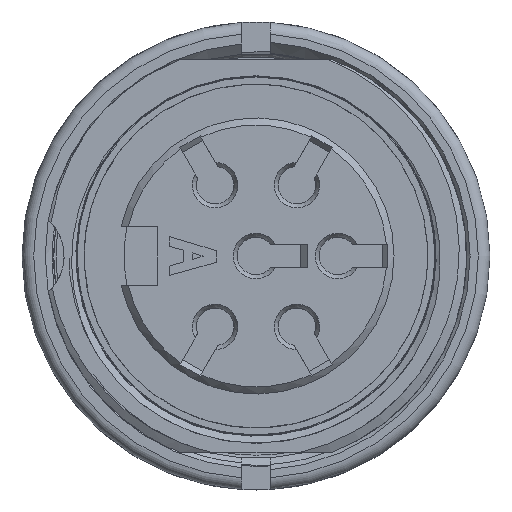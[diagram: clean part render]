
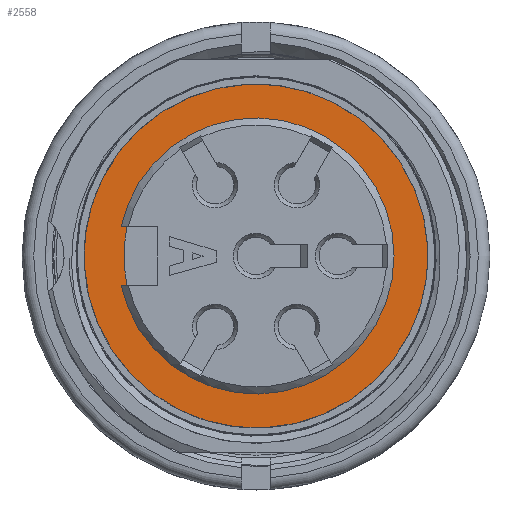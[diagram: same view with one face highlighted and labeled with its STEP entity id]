
A CAD part, front view. The second image highlights one B-rep face of the part: STEP entity #2558.
In plain terms, the highlighted planar face has unit normal (0, -1, 0).
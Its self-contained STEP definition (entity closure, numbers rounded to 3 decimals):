
#2558=ADVANCED_FACE('',(#3304,#3305),#2958,.T.);
#2958=PLANE('',#10031);
#3107=CIRCLE('',#9863,5.9);
#3162=CIRCLE('',#10028,5.65);
#3163=CIRCLE('',#10030,7.35);
#3304=FACE_BOUND('',#3524,.T.);
#3305=FACE_BOUND('',#3525,.T.);
#3524=EDGE_LOOP('',(#4826));
#3525=EDGE_LOOP('',(#4827,#4828,#4829,#4830));
#4826=ORIENTED_EDGE('',*,*,#7822,.T.);
#4827=ORIENTED_EDGE('',*,*,#7329,.F.);
#4828=ORIENTED_EDGE('',*,*,#7334,.T.);
#4829=ORIENTED_EDGE('',*,*,#7821,.T.);
#4830=ORIENTED_EDGE('',*,*,#7340,.T.);
#6496=VERTEX_POINT('',#12003);
#6497=VERTEX_POINT('',#12005);
#6501=VERTEX_POINT('',#12014);
#6504=VERTEX_POINT('',#12031);
#6843=VERTEX_POINT('',#17962);
#7329=EDGE_CURVE('',#6496,#6497,#3107,.T.);
#7334=EDGE_CURVE('',#6496,#6501,#8601,.T.);
#7340=EDGE_CURVE('',#6504,#6497,#8605,.T.);
#7821=EDGE_CURVE('',#6501,#6504,#3162,.T.);
#7822=EDGE_CURVE('',#6843,#6843,#3163,.T.);
#8601=LINE('',#12015,#9239);
#8605=LINE('',#12030,#9243);
#9239=VECTOR('',#10391,1.);
#9243=VECTOR('',#10397,1.);
#9863=AXIS2_PLACEMENT_3D('',#12004,#10382,#10383);
#10028=AXIS2_PLACEMENT_3D('',#17959,#10913,#10914);
#10030=AXIS2_PLACEMENT_3D('',#17961,#10917,#10918);
#10031=AXIS2_PLACEMENT_3D('',#17963,#10919,#10920);
#10382=DIRECTION('',(0.,-1.,0.));
#10383=DIRECTION('',(0.,0.,-1.));
#10391=DIRECTION('',(1.,0.,0.));
#10397=DIRECTION('',(-1.,0.,0.));
#10913=DIRECTION('',(0.,1.,0.));
#10914=DIRECTION('',(0.547,0.,-0.837));
#10917=DIRECTION('',(0.,-1.,0.));
#10918=DIRECTION('',(0.547,0.,-0.837));
#10919=DIRECTION('',(0.,-1.,0.));
#10920=DIRECTION('',(0.837,0.,0.547));
#12003=CARTESIAN_POINT('',(-5.17,-17.756,-1.25));
#12004=CARTESIAN_POINT('',(0.596,-17.756,0.));
#12005=CARTESIAN_POINT('',(-5.17,-17.756,1.25));
#12014=CARTESIAN_POINT('',(-4.914,-17.756,-1.25));
#12015=CARTESIAN_POINT('',(-5.783,-17.756,-1.25));
#12030=CARTESIAN_POINT('',(-3.604,-17.756,1.25));
#12031=CARTESIAN_POINT('',(-4.914,-17.756,1.25));
#17959=CARTESIAN_POINT('',(0.596,-17.756,0.));
#17961=CARTESIAN_POINT('',(0.596,-17.756,0.));
#17962=CARTESIAN_POINT('',(4.616,-17.756,-6.153));
#17963=CARTESIAN_POINT('',(0.596,-17.756,0.));
